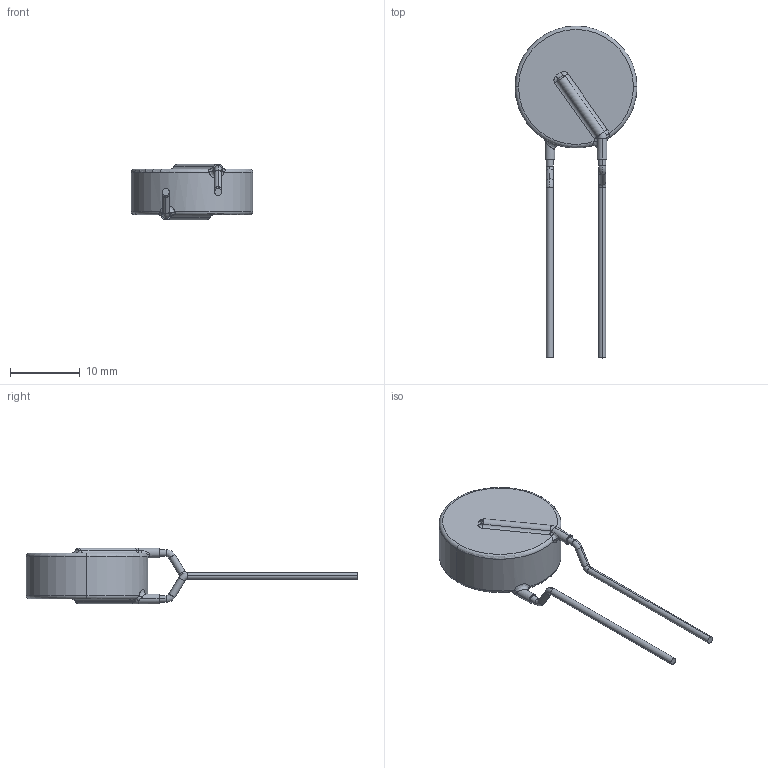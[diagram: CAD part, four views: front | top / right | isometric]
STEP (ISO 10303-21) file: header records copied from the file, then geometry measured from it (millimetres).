
FILE_DESCRIPTION (( 'STEP AP214' ), '1' );
FILE_NAME ('BN-LG15Y-Y Type.STP', '2023-01-05T23:13:35', ( '' ), ( '' ), 'SwSTEP 2.0', 'SolidWorks 2021', '' );
FILE_SCHEMA (( 'AUTOMOTIVE_DESIGN' ));
Length unit declared in the file: millimetre
Products named in the file (1): BN-LG15Y-Y Type
Bounding box: 17.5 x 47.66 x 8 mm (x, y, z)
Volume: 1656 mm3; surface area: 1049.1 mm2
Topology: 3 solids, 3 shells, 163 faces, 402 edges, 254 vertices
Faces by surface type: plane 71, bspline 46, cylinder 26, torus 20
Entity records: 7810 total; most frequent: CARTESIAN_POINT 3844, ORIENTED_EDGE 800, DIRECTION 626, EDGE_CURVE 400, VERTEX_POINT 254, VECTOR 216, LINE 216, AXIS2_PLACEMENT_3D 205
